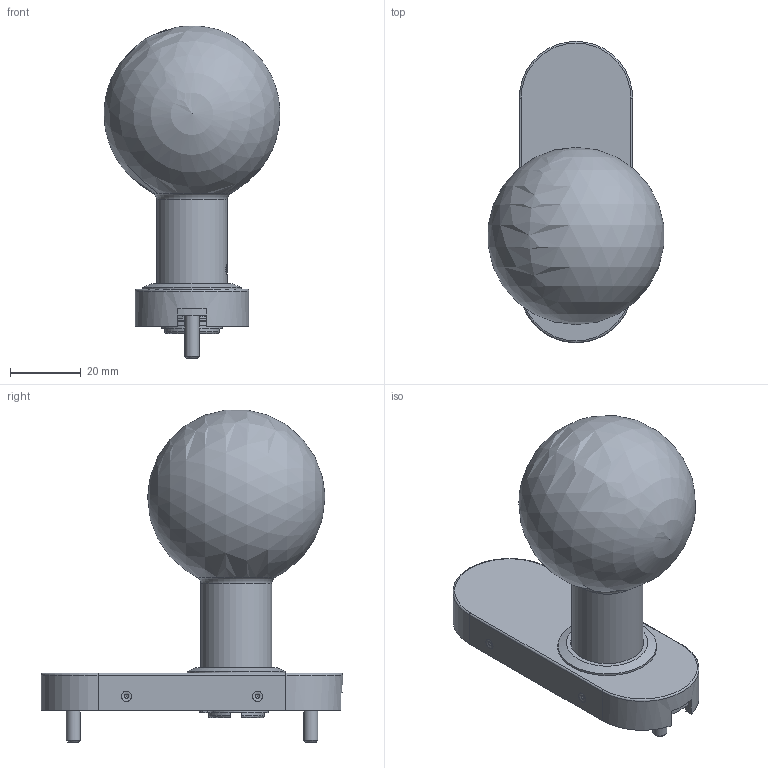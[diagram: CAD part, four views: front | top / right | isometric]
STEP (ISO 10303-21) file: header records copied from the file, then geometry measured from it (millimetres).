
FILE_DESCRIPTION (( 'STEP AP203' ), '1' );
FILE_NAME ('613-VA-D.STEP', '2019-11-08T07:26:51', ( '' ), ( '' ), 'SwSTEP 2.0', 'SolidWorks 2015', '' );
FILE_SCHEMA (( 'CONFIG_CONTROL_DESIGN' ));
Length unit declared in the file: millimetre
Products named in the file (25): 613-VA-D Teil3; 613-VA-D Teil2_613-VA-D Teil2; 613-VA-D Teil8_613-VA-D Teil8; 613-VA-D; DIN 965_DIN 965 M4x18; 613-VA-D Teil7_613-VA-D Teil7; 613-VA-D Teil5; 613-VA-D Teil6_613-VA-D Teil6; DIN914; 613-VA-D Teil7; DIN 471 Wellensicherungsring; 613-VA-D Teil5_613-VA-D Teil5; 613-VA-D Teil4_613-VA-D Teil4; 613-VA-D Teil1; 613-VA-D Teil8; 613-VA-D Teil6; 613-VA-D Teil3_613-VA-D Teil3; DIN 471 Wellensicherungsring_DIN 471 Gr”áe 15; DIN 965; 613-VA-D Teil2; 613-VA-D Teil1_613-VA-D Teil1 ; 613-VA-D Teil4; DIN914_DIN 914 M6x6
Assembly tree (14 placements, depth 2):
  613-VA-D Teil3
  613-VA-D
    613-VA-D Teil6_613-VA-D Teil6
    613-VA-D Teil7_613-VA-D Teil7
    613-VA-D Teil8_613-VA-D Teil8
    613-VA-D Teil5_613-VA-D Teil5
    613-VA-D Teil4_613-VA-D Teil4
    613-VA-D Teil3_613-VA-D Teil3
    613-VA-D Teil2_613-VA-D Teil2
    613-VA-D Teil1_613-VA-D Teil1 
    DIN914_DIN 914 M6x6
    DIN 965_DIN 965 M4x18  x2
    DIN 471 Wellensicherungsring_DIN 471 Gr”áe 15
  613-VA-D Teil5
  613-VA-D Teil7
  DIN 471 Wellensicherungsring
Bounding box: 49.58 x 85 x 93.68 mm (x, y, z)
Volume: 31404.8 mm3; surface area: 40353.8 mm2
Topology: 13 solids, 13 shells, 444 faces, 1167 edges, 774 vertices
Faces by surface type: plane 238, bspline 87, cylinder 76, cone 23, torus 18, sphere 2
Full cylindrical faces by diameter (mm): 1.7 x2, 3.6 x2, 4 x2, 5 x2, 6 x1, 6.2 x2, 7.2 x2, 7.713 x2, 15.7 x2, 16.3 x2, 16.9 x1, 19 x1, 20 x1, 20.6 x1, 20.9 x1, 24 x1, 27.8 x1, 28 x1
Entity records: 21931 total; most frequent: CARTESIAN_POINT 9907, ORIENTED_EDGE 2080, DIRECTION 1744, EDGE_CURVE 1040, VERTEX_POINT 715, VECTOR 630, LINE 630, AXIS2_PLACEMENT_3D 557
